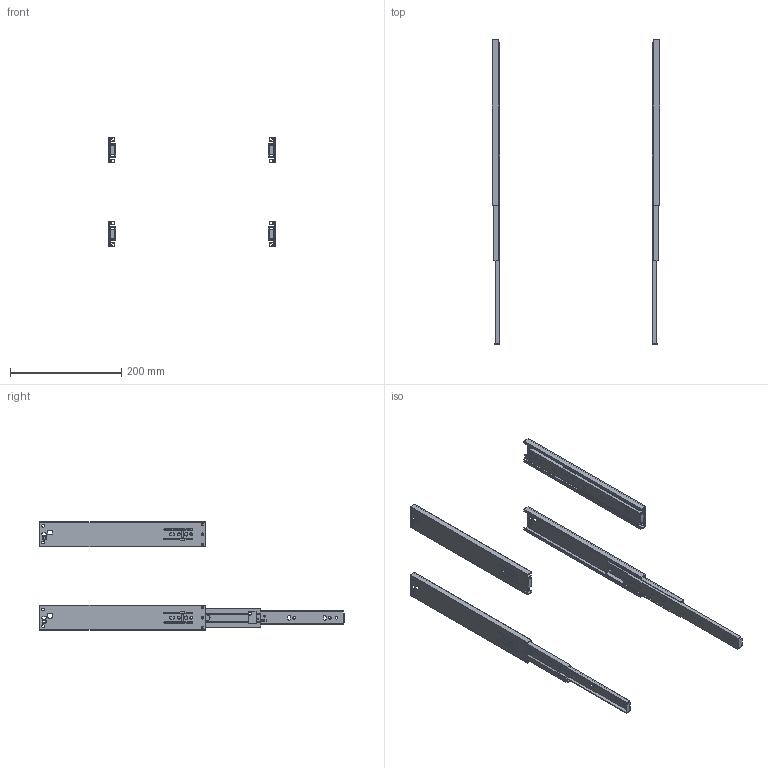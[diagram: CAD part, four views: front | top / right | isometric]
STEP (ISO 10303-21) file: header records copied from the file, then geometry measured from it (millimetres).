
FILE_DESCRIPTION( ( 'Unknown' ), '1' );
FILE_NAME( '35D65-300.stp', 'Unknown', ( 'Unknown' ), ( 'Unknown' ), 'PSStep 14.0', 'Unknown', ' ' );
FILE_SCHEMA( ( 'AUTOMOTIVE_DESIGN { 1 0 10303 214 1 1 1 1 }' ) );
Length unit declared in the file: millimetre
Products named in the file (7): Assem1; P30_5; P20_5; P10_5; P30_mir_4; P10_mir_4; P20_mir_4
Assembly tree (12 placements, depth 2):
  Assem1
    P30_5  x2
    P20_5  x2
    P10_5  x2
    P30_mir_4  x2
    P10_mir_4  x2
    P20_mir_4  x2
Bounding box: 300 x 547 x 195.3 mm (x, y, z)
Volume: 205544.4 mm3; surface area: 336877.1 mm2
Topology: 12 solids, 12 shells, 820 faces, 2384 edges, 1592 vertices
Faces by surface type: plane 564, cylinder 256
Full cylindrical faces by diameter (mm): 2.2 x4, 3 x4, 3.2 x4, 3.5 x8, 4.5 x4, 4.6 x20, 5 x40, 6.4 x4, 7.55 x4
Entity records: 16644 total; most frequent: CARTESIAN_POINT 2293, ORIENTED_EDGE 2220, DIRECTION 2212, EDGE_CURVE 1110, LINE 854, VECTOR 854, VERTEX_POINT 760, AXIS2_PLACEMENT_3D 679
